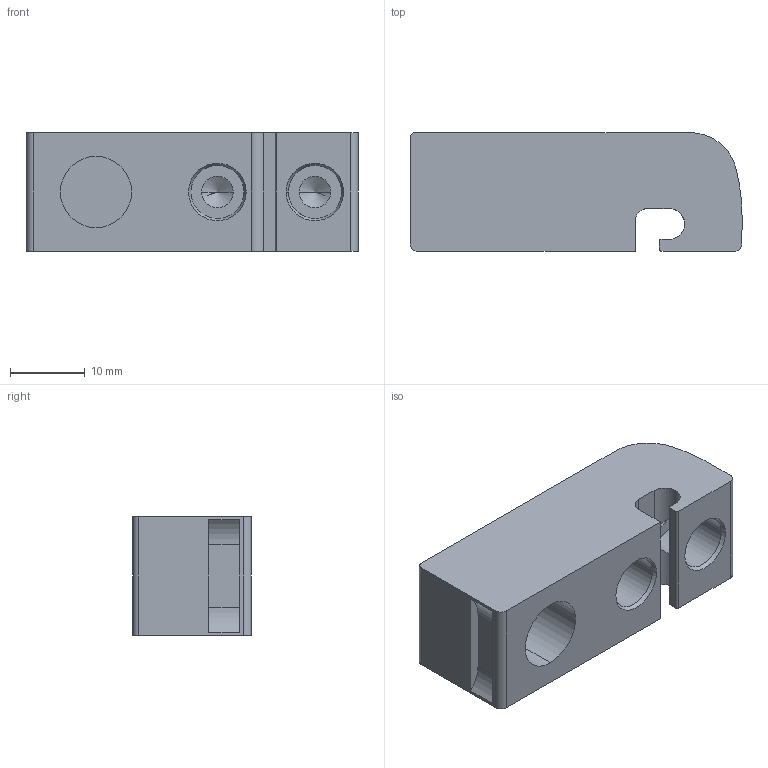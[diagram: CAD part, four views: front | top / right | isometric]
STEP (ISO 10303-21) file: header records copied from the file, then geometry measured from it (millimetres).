
FILE_DESCRIPTION (( 'STEP AP214' ), '1' );
FILE_NAME ('BVM-3BP.STEP', '2014-06-19T17:04:34', ( '' ), ( '' ), 'SwSTEP 2.0', 'SolidWorks 2013', '' );
FILE_SCHEMA (( 'AUTOMOTIVE_DESIGN' ));
Length unit declared in the file: inch
Products named in the file (1): BVM-3BP
Bounding box: 44.45 x 15.88 x 15.88 mm (x, y, z)
Volume: 9052 mm3; surface area: 4140.9 mm2
Topology: 1 solids, 1 shells, 47 faces, 121 edges, 76 vertices
Faces by surface type: cylinder 22, plane 17, cone 8
Entity records: 1515 total; most frequent: CARTESIAN_POINT 309, DIRECTION 257, ORIENTED_EDGE 234, EDGE_CURVE 117, AXIS2_PLACEMENT_3D 96, VERTEX_POINT 76, VECTOR 65, LINE 65
